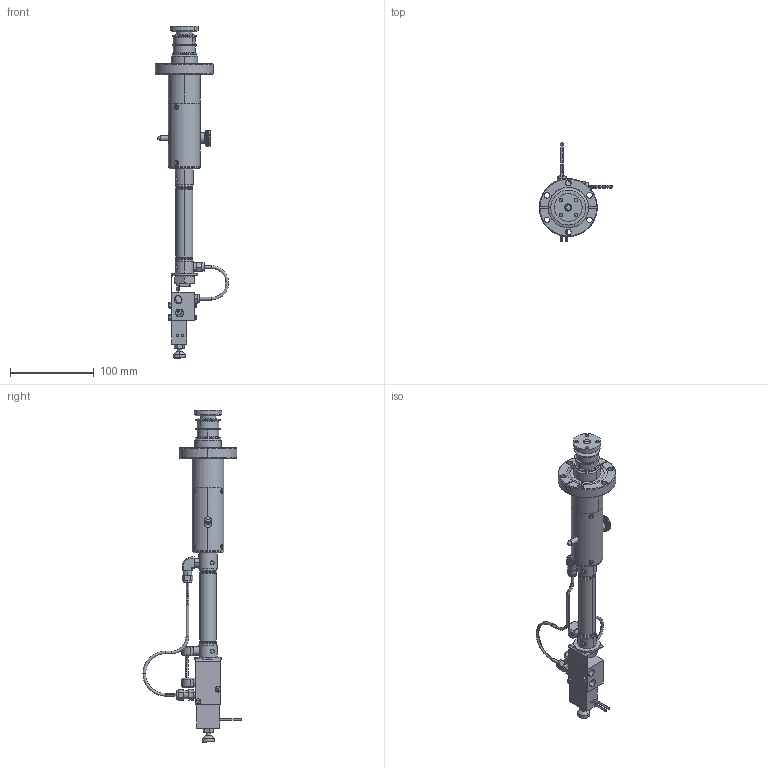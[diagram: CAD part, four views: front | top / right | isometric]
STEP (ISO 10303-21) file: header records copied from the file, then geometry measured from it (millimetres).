
FILE_DESCRIPTION (( 'STEP AP214' ), '1' );
FILE_NAME ('QN110832-01, FLMP-275-50-2_M5_ACV-24.STEP', '2018-09-07T14:46:03', ( '' ), ( '' ), 'SwSTEP 2.0', 'SolidWorks 2010', '' );
FILE_SCHEMA (( 'AUTOMOTIVE_DESIGN' ));
Length unit declared in the file: inch
Products named in the file (1): QN110832-01, FLMP-275-50-2_M5_ACV-24
Bounding box: 87.76 x 117.54 x 397.46 mm (x, y, z)
Surface area: 80252.1 mm2 (no closed solid volume)
Topology: 0 solids, 43 shells, 651 faces, 1740 edges, 1140 vertices
Faces by surface type: plane 320, cylinder 211, cone 102, torus 18
Entity records: 30427 total; most frequent: CARTESIAN_POINT 5713, DIRECTION 3436, ORIENTED_EDGE 3173, EDGE_CURVE 1740, AXIS2_PLACEMENT_3D 1295, VERTEX_POINT 1140, LINE 846, VECTOR 846
